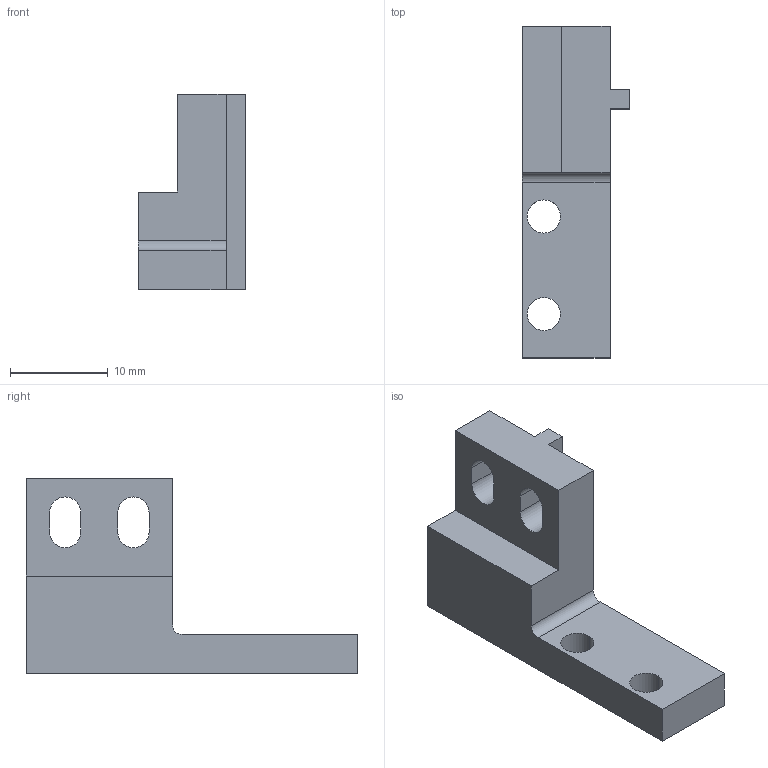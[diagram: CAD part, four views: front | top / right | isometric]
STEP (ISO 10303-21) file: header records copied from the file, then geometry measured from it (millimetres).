
FILE_DESCRIPTION (( 'STEP AP203' ), '1' );
FILE_NAME ('20-019397--RIGHT BRACE CONNECTOR--Rev_A.step', '2022-06-14T14:55:04', ( '' ), ( '' ), 'SwSTEP 2.0', 'SolidWorks 2021', '' );
FILE_SCHEMA (( 'CONFIG_CONTROL_DESIGN' ));
Length unit declared in the file: millimetre
Products named in the file (1): 20-019397--RIGHT BRACE CONNECTOR--Rev_A
Bounding box: 11 x 34 x 20 mm (x, y, z)
Volume: 2648.9 mm3; surface area: 1860.4 mm2
Topology: 1 solids, 1 shells, 29 faces, 81 edges, 54 vertices
Faces by surface type: plane 18, cylinder 11
Entity records: 1030 total; most frequent: CARTESIAN_POINT 165, DIRECTION 163, ORIENTED_EDGE 162, EDGE_CURVE 81, VECTOR 59, LINE 59, VERTEX_POINT 54, AXIS2_PLACEMENT_3D 52
